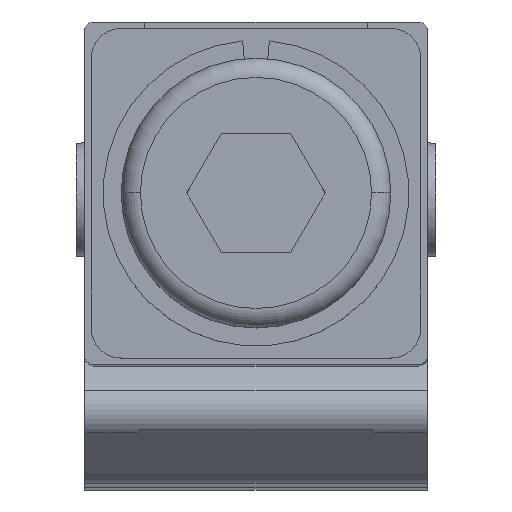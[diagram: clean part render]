
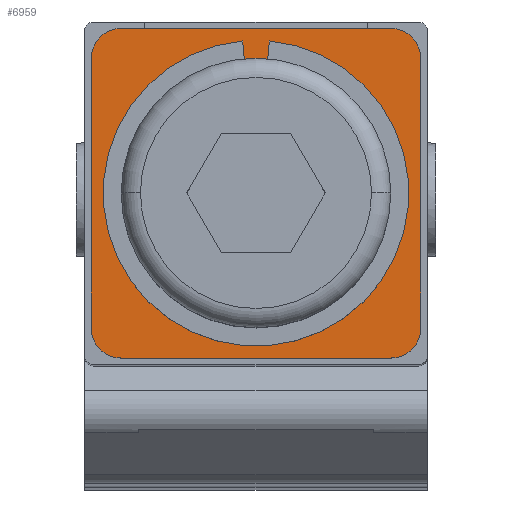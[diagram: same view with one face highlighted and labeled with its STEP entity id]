
A CAD part, top view. The second image highlights one B-rep face of the part: STEP entity #6959.
In plain terms, the highlighted face is planar.
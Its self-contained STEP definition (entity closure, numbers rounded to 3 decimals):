
#6668=CARTESIAN_POINT('',(0.,0.,0.));
#6669=DIRECTION('',(0.,-1.,0.));
#6670=DIRECTION('',(1.,0.,0.));
#6671=AXIS2_PLACEMENT_3D('',#6668,#6669,#6670);
#6676=CARTESIAN_POINT('',(0.,0.,0.));
#6677=DIRECTION('',(0.,-1.,0.));
#6678=DIRECTION('',(-1.,0.,0.));
#6679=AXIS2_PLACEMENT_3D('',#6676,#6677,#6678);
#6684=CARTESIAN_POINT('',(2.25,0.,-2.25));
#6685=DIRECTION('',(0.,-1.,0.));
#6686=DIRECTION('',(0.,0.,-1.));
#6687=AXIS2_PLACEMENT_3D('',#6684,#6685,#6686);
#6692=DIRECTION('',(-1.,0.,0.));
#6693=VECTOR('',#6692,4.5);
#6694=CARTESIAN_POINT('',(2.25,0.,-2.75));
#6695=LINE('',#6694,#6693);
#6699=CARTESIAN_POINT('',(-2.25,0.,-2.25));
#6700=DIRECTION('',(0.,-1.,0.));
#6701=DIRECTION('',(-1.,0.,0.));
#6702=AXIS2_PLACEMENT_3D('',#6699,#6700,#6701);
#6707=DIRECTION('',(0.,0.,1.));
#6708=VECTOR('',#6707,4.5);
#6709=CARTESIAN_POINT('',(-2.75,0.,-2.25));
#6710=LINE('',#6709,#6708);
#6714=CARTESIAN_POINT('',(-2.25,0.,2.25));
#6715=DIRECTION('',(0.,-1.,0.));
#6716=DIRECTION('',(0.,0.,1.));
#6717=AXIS2_PLACEMENT_3D('',#6714,#6715,#6716);
#6722=DIRECTION('',(1.,0.,0.));
#6723=VECTOR('',#6722,4.5);
#6724=CARTESIAN_POINT('',(-2.25,0.,2.75));
#6725=LINE('',#6724,#6723);
#6729=CARTESIAN_POINT('',(2.25,0.,2.25));
#6730=DIRECTION('',(0.,-1.,0.));
#6731=DIRECTION('',(1.,0.,0.));
#6732=AXIS2_PLACEMENT_3D('',#6729,#6730,#6731);
#6737=DIRECTION('',(0.,0.,-1.));
#6738=VECTOR('',#6737,4.5);
#6739=CARTESIAN_POINT('',(2.75,0.,2.25));
#6740=LINE('',#6739,#6738);
#6890=CARTESIAN_POINT('',(1.5,0.,0.));
#6891=CARTESIAN_POINT('',(-1.5,0.,0.));
#6892=VERTEX_POINT('',#6890);
#6893=VERTEX_POINT('',#6891);
#6898=CARTESIAN_POINT('',(2.25,0.,-2.75));
#6899=CARTESIAN_POINT('',(2.75,0.,-2.25));
#6900=VERTEX_POINT('',#6898);
#6901=VERTEX_POINT('',#6899);
#6906=CARTESIAN_POINT('',(2.75,0.,2.25));
#6907=CARTESIAN_POINT('',(2.25,0.,2.75));
#6908=VERTEX_POINT('',#6906);
#6909=VERTEX_POINT('',#6907);
#6914=CARTESIAN_POINT('',(-2.25,0.,2.75));
#6915=CARTESIAN_POINT('',(-2.75,0.,2.25));
#6916=VERTEX_POINT('',#6914);
#6917=VERTEX_POINT('',#6915);
#6922=CARTESIAN_POINT('',(-2.75,0.,-2.25));
#6923=CARTESIAN_POINT('',(-2.25,0.,-2.75));
#6924=VERTEX_POINT('',#6922);
#6925=VERTEX_POINT('',#6923);
#6930=CARTESIAN_POINT('',(0.,0.,0.));
#6931=DIRECTION('',(0.,1.,0.));
#6932=DIRECTION('',(1.,0.,0.));
#6933=AXIS2_PLACEMENT_3D('',#6930,#6931,#6932);
#6934=PLANE('',#6933);
#6936=ORIENTED_EDGE('',*,*,#6935,.F.);
#6938=ORIENTED_EDGE('',*,*,#6937,.T.);
#6940=ORIENTED_EDGE('',*,*,#6939,.F.);
#6942=ORIENTED_EDGE('',*,*,#6941,.T.);
#6944=ORIENTED_EDGE('',*,*,#6943,.F.);
#6946=ORIENTED_EDGE('',*,*,#6945,.T.);
#6948=ORIENTED_EDGE('',*,*,#6947,.F.);
#6950=ORIENTED_EDGE('',*,*,#6949,.T.);
#6951=EDGE_LOOP('',(#6936,#6938,#6940,#6942,#6944,#6946,#6948,#6950));
#6952=FACE_OUTER_BOUND('',#6951,.F.);
#6954=ORIENTED_EDGE('',*,*,#6953,.T.);
#6956=ORIENTED_EDGE('',*,*,#6955,.T.);
#6957=EDGE_LOOP('',(#6954,#6956));
#6958=FACE_BOUND('',#6957,.F.);
#6672=CIRCLE('',#6671,1.5);
#6680=CIRCLE('',#6679,1.5);
#6688=CIRCLE('',#6687,0.5);
#6703=CIRCLE('',#6702,0.5);
#6718=CIRCLE('',#6717,0.5);
#6733=CIRCLE('',#6732,0.5);
#6935=EDGE_CURVE('',#6900,#6901,#6688,.T.);
#6937=EDGE_CURVE('',#6900,#6925,#6695,.T.);
#6939=EDGE_CURVE('',#6924,#6925,#6703,.T.);
#6941=EDGE_CURVE('',#6924,#6917,#6710,.T.);
#6943=EDGE_CURVE('',#6916,#6917,#6718,.T.);
#6945=EDGE_CURVE('',#6916,#6909,#6725,.T.);
#6947=EDGE_CURVE('',#6908,#6909,#6733,.T.);
#6949=EDGE_CURVE('',#6908,#6901,#6740,.T.);
#6953=EDGE_CURVE('',#6892,#6893,#6672,.T.);
#6955=EDGE_CURVE('',#6893,#6892,#6680,.T.);
#6959=ADVANCED_FACE('',(#6952,#6958),#6934,.F.);
